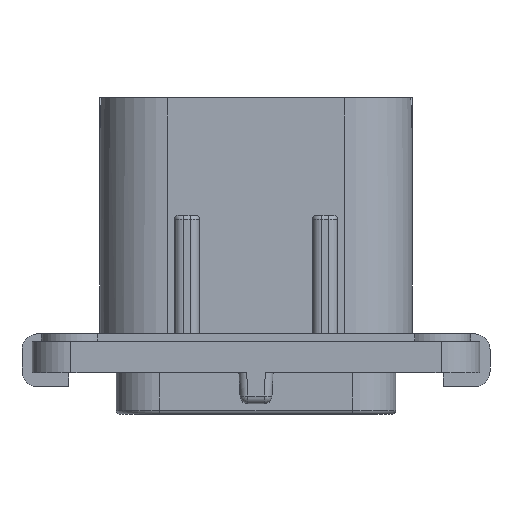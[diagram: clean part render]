
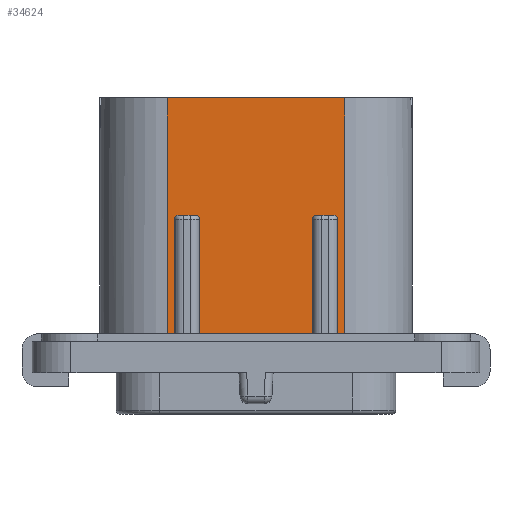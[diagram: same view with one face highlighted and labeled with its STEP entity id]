
A CAD part, front view. The second image highlights one B-rep face of the part: STEP entity #34624.
In plain terms, the highlighted planar face has unit normal (0, -1, 0).
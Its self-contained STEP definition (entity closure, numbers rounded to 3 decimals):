
#1187=DIRECTION('',(1.,0.,0.));
#1188=VECTOR('',#1187,0.45);
#1189=CARTESIAN_POINT('',(5.25,-9.,2.));
#1190=LINE('',#1189,#1188);
#2419=DIRECTION('',(1.,0.,0.));
#2420=VECTOR('',#2419,11.4);
#2421=CARTESIAN_POINT('',(-5.7,-9.,17.67));
#2422=LINE('',#2421,#2420);
#8363=DIRECTION('',(0.,0.,1.));
#8364=VECTOR('',#8363,7.87);
#8365=CARTESIAN_POINT('',(5.25,-9.,2.));
#8366=LINE('',#8365,#8364);
#8367=DIRECTION('',(1.,0.,0.));
#8368=VECTOR('',#8367,1.1);
#8369=CARTESIAN_POINT('',(3.9,-9.,10.12));
#8370=LINE('',#8369,#8368);
#8371=DIRECTION('',(0.,0.,1.));
#8372=VECTOR('',#8371,7.87);
#8373=CARTESIAN_POINT('',(3.65,-9.,2.));
#8374=LINE('',#8373,#8372);
#8375=DIRECTION('',(0.,0.,1.));
#8376=VECTOR('',#8375,7.87);
#8377=CARTESIAN_POINT('',(-3.65,-9.,2.));
#8378=LINE('',#8377,#8376);
#8379=DIRECTION('',(1.,0.,0.));
#8380=VECTOR('',#8379,1.1);
#8381=CARTESIAN_POINT('',(-5.,-9.,10.12));
#8382=LINE('',#8381,#8380);
#8383=DIRECTION('',(0.,0.,1.));
#8384=VECTOR('',#8383,7.87);
#8385=CARTESIAN_POINT('',(-5.25,-9.,2.));
#8386=LINE('',#8385,#8384);
#8387=DIRECTION('',(0.,0.,-1.));
#8388=VECTOR('',#8387,15.67);
#8389=CARTESIAN_POINT('',(-5.7,-9.,17.67));
#8390=LINE('',#8389,#8388);
#8391=DIRECTION('',(0.,0.,-1.));
#8392=VECTOR('',#8391,15.67);
#8393=CARTESIAN_POINT('',(5.7,-9.,17.67));
#8394=LINE('',#8393,#8392);
#8408=CARTESIAN_POINT('',(5.,-9.,9.87));
#8409=DIRECTION('',(0.,1.,0.));
#8410=DIRECTION('',(0.,0.,1.));
#8411=AXIS2_PLACEMENT_3D('',#8408,#8409,#8410);
#8450=CARTESIAN_POINT('',(3.9,-9.,9.87));
#8451=DIRECTION('',(0.,1.,0.));
#8452=DIRECTION('',(-1.,0.,0.));
#8453=AXIS2_PLACEMENT_3D('',#8450,#8451,#8452);
#8561=DIRECTION('',(1.,0.,0.));
#8562=VECTOR('',#8561,0.45);
#8563=CARTESIAN_POINT('',(-5.7,-9.,2.));
#8564=LINE('',#8563,#8562);
#8573=CARTESIAN_POINT('',(-5.,-9.,9.87));
#8574=DIRECTION('',(0.,1.,0.));
#8575=DIRECTION('',(-1.,0.,0.));
#8576=AXIS2_PLACEMENT_3D('',#8573,#8574,#8575);
#8605=CARTESIAN_POINT('',(-3.9,-9.,9.87));
#8606=DIRECTION('',(0.,1.,0.));
#8607=DIRECTION('',(0.,0.,1.));
#8608=AXIS2_PLACEMENT_3D('',#8605,#8606,#8607);
#8630=DIRECTION('',(1.,0.,0.));
#8631=VECTOR('',#8630,7.3);
#8632=CARTESIAN_POINT('',(-3.65,-9.,2.));
#8633=LINE('',#8632,#8631);
#19459=CARTESIAN_POINT('',(-5.7,-9.,17.67));
#19460=CARTESIAN_POINT('',(-5.7,-9.,2.));
#19461=VERTEX_POINT('',#19459);
#19462=VERTEX_POINT('',#19460);
#19463=CARTESIAN_POINT('',(5.7,-9.,17.67));
#19464=CARTESIAN_POINT('',(5.7,-9.,2.));
#19465=VERTEX_POINT('',#19463);
#19466=VERTEX_POINT('',#19464);
#19617=CARTESIAN_POINT('',(-5.25,-9.,2.));
#19618=VERTEX_POINT('',#19617);
#19619=CARTESIAN_POINT('',(-3.65,-9.,2.));
#19620=CARTESIAN_POINT('',(3.65,-9.,2.));
#19621=VERTEX_POINT('',#19619);
#19622=VERTEX_POINT('',#19620);
#19623=CARTESIAN_POINT('',(5.25,-9.,2.));
#19624=VERTEX_POINT('',#19623);
#22076=CARTESIAN_POINT('',(-3.65,-9.,9.87));
#22078=VERTEX_POINT('',#22076);
#22080=CARTESIAN_POINT('',(-3.9,-9.,10.12));
#22082=VERTEX_POINT('',#22080);
#22103=CARTESIAN_POINT('',(-5.,-9.,10.12));
#22104=VERTEX_POINT('',#22103);
#22105=CARTESIAN_POINT('',(-5.25,-9.,9.87));
#22106=VERTEX_POINT('',#22105);
#22108=CARTESIAN_POINT('',(5.25,-9.,9.87));
#22110=VERTEX_POINT('',#22108);
#22112=CARTESIAN_POINT('',(5.,-9.,10.12));
#22114=VERTEX_POINT('',#22112);
#22115=CARTESIAN_POINT('',(3.9,-9.,10.12));
#22117=VERTEX_POINT('',#22115);
#22119=CARTESIAN_POINT('',(3.65,-9.,9.87));
#22121=VERTEX_POINT('',#22119);
#34588=CARTESIAN_POINT('',(-10.05,-9.,2.));
#34589=DIRECTION('',(0.,-1.,0.));
#34590=DIRECTION('',(1.,0.,0.));
#34591=AXIS2_PLACEMENT_3D('',#34588,#34589,#34590);
#34592=PLANE('',#34591);
#34594=ORIENTED_EDGE('',*,*,#34593,.T.);
#34596=ORIENTED_EDGE('',*,*,#34595,.F.);
#34598=ORIENTED_EDGE('',*,*,#34597,.F.);
#34600=ORIENTED_EDGE('',*,*,#34599,.F.);
#34602=ORIENTED_EDGE('',*,*,#34601,.F.);
#34604=ORIENTED_EDGE('',*,*,#34603,.F.);
#34606=ORIENTED_EDGE('',*,*,#34605,.T.);
#34608=ORIENTED_EDGE('',*,*,#34607,.F.);
#34610=ORIENTED_EDGE('',*,*,#34609,.F.);
#34612=ORIENTED_EDGE('',*,*,#34611,.F.);
#34614=ORIENTED_EDGE('',*,*,#34613,.F.);
#34616=ORIENTED_EDGE('',*,*,#34615,.F.);
#34618=ORIENTED_EDGE('',*,*,#34617,.F.);
#34619=ORIENTED_EDGE('',*,*,#26261,.T.);
#34620=ORIENTED_EDGE('',*,*,#26230,.T.);
#34621=ORIENTED_EDGE('',*,*,#25487,.F.);
#34622=EDGE_LOOP('',(#34594,#34596,#34598,#34600,#34602,#34604,#34606,#34608,
#34610,#34612,#34614,#34616,#34618,#34619,#34620,#34621));
#34623=FACE_OUTER_BOUND('',#34622,.F.);
#34624=ADVANCED_FACE('',(#34623),#34592,.T.);
#8412=CIRCLE('',#8411,0.25);
#8454=CIRCLE('',#8453,0.25);
#8577=CIRCLE('',#8576,0.25);
#8609=CIRCLE('',#8608,0.25);
#25487=EDGE_CURVE('',#19624,#19466,#1190,.T.);
#26230=EDGE_CURVE('',#19465,#19466,#8394,.T.);
#26261=EDGE_CURVE('',#19461,#19465,#2422,.T.);
#34593=EDGE_CURVE('',#19624,#22110,#8366,.T.);
#34595=EDGE_CURVE('',#22114,#22110,#8412,.T.);
#34597=EDGE_CURVE('',#22117,#22114,#8370,.T.);
#34599=EDGE_CURVE('',#22121,#22117,#8454,.T.);
#34601=EDGE_CURVE('',#19622,#22121,#8374,.T.);
#34603=EDGE_CURVE('',#19621,#19622,#8633,.T.);
#34605=EDGE_CURVE('',#19621,#22078,#8378,.T.);
#34607=EDGE_CURVE('',#22082,#22078,#8609,.T.);
#34609=EDGE_CURVE('',#22104,#22082,#8382,.T.);
#34611=EDGE_CURVE('',#22106,#22104,#8577,.T.);
#34613=EDGE_CURVE('',#19618,#22106,#8386,.T.);
#34615=EDGE_CURVE('',#19462,#19618,#8564,.T.);
#34617=EDGE_CURVE('',#19461,#19462,#8390,.T.);
